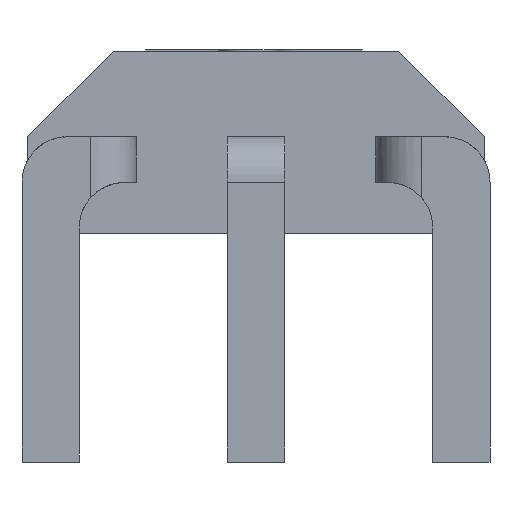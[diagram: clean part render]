
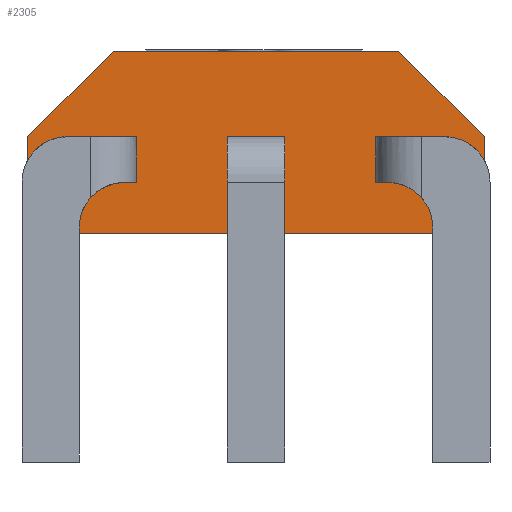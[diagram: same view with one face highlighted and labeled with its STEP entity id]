
A CAD part, front view. The second image highlights one B-rep face of the part: STEP entity #2305.
In plain terms, the highlighted planar face has unit normal (0, -1, 0).
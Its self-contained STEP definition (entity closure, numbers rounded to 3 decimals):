
#165=FACE_BOUND('',#307,.T.);
#166=FACE_BOUND('',#308,.T.);
#167=FACE_BOUND('',#309,.T.);
#176=FACE_OUTER_BOUND('',#306,.T.);
#306=EDGE_LOOP('',(#1553,#1554,#1555,#1556,#1557,#1558));
#307=EDGE_LOOP('',(#1559,#1560,#1561,#1562));
#308=EDGE_LOOP('',(#1563,#1564,#1565,#1566));
#309=EDGE_LOOP('',(#1567,#1568,#1569,#1570));
#465=LINE('',#3029,#692);
#467=LINE('',#3034,#694);
#499=LINE('',#3755,#726);
#500=LINE('',#3757,#727);
#501=LINE('',#3759,#728);
#502=LINE('',#3760,#729);
#503=LINE('',#3761,#730);
#504=LINE('',#3763,#731);
#505=LINE('',#3765,#732);
#506=LINE('',#3766,#733);
#507=LINE('',#3769,#734);
#508=LINE('',#3771,#735);
#509=LINE('',#3773,#736);
#510=LINE('',#3774,#737);
#511=LINE('',#3777,#738);
#512=LINE('',#3779,#739);
#513=LINE('',#3781,#740);
#514=LINE('',#3782,#741);
#692=VECTOR('',#2580,1000.);
#694=VECTOR('',#2584,1000.);
#726=VECTOR('',#2618,1000.);
#727=VECTOR('',#2619,1000.);
#728=VECTOR('',#2620,1000.);
#729=VECTOR('',#2621,1000.);
#730=VECTOR('',#2622,1000.);
#731=VECTOR('',#2623,1000.);
#732=VECTOR('',#2624,1000.);
#733=VECTOR('',#2625,1000.);
#734=VECTOR('',#2626,1000.);
#735=VECTOR('',#2627,1000.);
#736=VECTOR('',#2628,1000.);
#737=VECTOR('',#2629,1000.);
#738=VECTOR('',#2630,1000.);
#739=VECTOR('',#2631,1000.);
#740=VECTOR('',#2632,1000.);
#741=VECTOR('',#2633,1000.);
#922=VERTEX_POINT('',#3026);
#923=VERTEX_POINT('',#3028);
#924=VERTEX_POINT('',#3032);
#925=VERTEX_POINT('',#3033);
#994=VERTEX_POINT('',#3753);
#995=VERTEX_POINT('',#3754);
#996=VERTEX_POINT('',#3756);
#997=VERTEX_POINT('',#3758);
#998=VERTEX_POINT('',#3762);
#999=VERTEX_POINT('',#3764);
#1000=VERTEX_POINT('',#3767);
#1001=VERTEX_POINT('',#3768);
#1002=VERTEX_POINT('',#3770);
#1003=VERTEX_POINT('',#3772);
#1004=VERTEX_POINT('',#3775);
#1005=VERTEX_POINT('',#3776);
#1006=VERTEX_POINT('',#3778);
#1007=VERTEX_POINT('',#3780);
#1145=EDGE_CURVE('',#922,#923,#465,.T.);
#1147=EDGE_CURVE('',#924,#925,#467,.T.);
#1217=EDGE_CURVE('',#994,#995,#499,.T.);
#1218=EDGE_CURVE('',#996,#994,#500,.T.);
#1219=EDGE_CURVE('',#997,#996,#501,.T.);
#1220=EDGE_CURVE('',#925,#997,#502,.T.);
#1221=EDGE_CURVE('',#995,#924,#503,.T.);
#1222=EDGE_CURVE('',#998,#922,#504,.T.);
#1223=EDGE_CURVE('',#999,#998,#505,.T.);
#1224=EDGE_CURVE('',#923,#999,#506,.T.);
#1225=EDGE_CURVE('',#1000,#1001,#507,.T.);
#1226=EDGE_CURVE('',#1002,#1000,#508,.T.);
#1227=EDGE_CURVE('',#1003,#1002,#509,.T.);
#1228=EDGE_CURVE('',#1001,#1003,#510,.T.);
#1229=EDGE_CURVE('',#1004,#1005,#511,.T.);
#1230=EDGE_CURVE('',#1006,#1004,#512,.T.);
#1231=EDGE_CURVE('',#1007,#1006,#513,.T.);
#1232=EDGE_CURVE('',#1005,#1007,#514,.T.);
#1553=ORIENTED_EDGE('',*,*,#1217,.F.);
#1554=ORIENTED_EDGE('',*,*,#1218,.F.);
#1555=ORIENTED_EDGE('',*,*,#1219,.F.);
#1556=ORIENTED_EDGE('',*,*,#1220,.F.);
#1557=ORIENTED_EDGE('',*,*,#1147,.F.);
#1558=ORIENTED_EDGE('',*,*,#1221,.F.);
#1559=ORIENTED_EDGE('',*,*,#1222,.F.);
#1560=ORIENTED_EDGE('',*,*,#1223,.F.);
#1561=ORIENTED_EDGE('',*,*,#1224,.F.);
#1562=ORIENTED_EDGE('',*,*,#1145,.F.);
#1563=ORIENTED_EDGE('',*,*,#1225,.F.);
#1564=ORIENTED_EDGE('',*,*,#1226,.F.);
#1565=ORIENTED_EDGE('',*,*,#1227,.F.);
#1566=ORIENTED_EDGE('',*,*,#1228,.F.);
#1567=ORIENTED_EDGE('',*,*,#1229,.F.);
#1568=ORIENTED_EDGE('',*,*,#1230,.F.);
#1569=ORIENTED_EDGE('',*,*,#1231,.F.);
#1570=ORIENTED_EDGE('',*,*,#1232,.F.);
#2133=PLANE('',#2448);
#2305=ADVANCED_FACE('',(#176,#165,#166,#167),#2133,.F.);
#2448=AXIS2_PLACEMENT_3D('',#3752,#2616,#2617);
#2580=DIRECTION('',(1.,0.,0.));
#2584=DIRECTION('',(1.,0.,0.));
#2616=DIRECTION('center_axis',(0.,1.,0.));
#2617=DIRECTION('ref_axis',(0.,0.,1.));
#2618=DIRECTION('',(0.,0.,1.));
#2619=DIRECTION('',(-1.,0.,0.));
#2620=DIRECTION('',(0.,0.,-1.));
#2621=DIRECTION('',(0.707,0.,-0.707));
#2622=DIRECTION('',(0.707,0.,0.707));
#2623=DIRECTION('',(0.,0.,-1.));
#2624=DIRECTION('',(-1.,0.,0.));
#2625=DIRECTION('',(0.,0.,1.));
#2626=DIRECTION('',(0.,0.,-1.));
#2627=DIRECTION('',(-1.,0.,0.));
#2628=DIRECTION('',(0.,0.,1.));
#2629=DIRECTION('',(1.,0.,0.));
#2630=DIRECTION('',(0.,0.,-1.));
#2631=DIRECTION('',(-1.,0.,0.));
#2632=DIRECTION('',(0.,0.,1.));
#2633=DIRECTION('',(1.,0.,0.));
#3026=CARTESIAN_POINT('',(1.75,0.,0.45));
#3028=CARTESIAN_POINT('',(2.25,0.,0.45));
#3029=CARTESIAN_POINT('',(1.75,0.,0.45));
#3032=CARTESIAN_POINT('',(0.75,0.,1.6));
#3033=CARTESIAN_POINT('',(3.25,0.,1.6));
#3034=CARTESIAN_POINT('',(0.75,0.,1.6));
#3752=CARTESIAN_POINT('Origin',(0.,0.,1.6));
#3753=CARTESIAN_POINT('',(0.,0.,0.));
#3754=CARTESIAN_POINT('',(0.,0.,0.85));
#3755=CARTESIAN_POINT('',(0.,0.,0.));
#3756=CARTESIAN_POINT('',(4.,0.,0.));
#3757=CARTESIAN_POINT('',(0.,0.,0.));
#3758=CARTESIAN_POINT('',(4.,0.,0.85));
#3759=CARTESIAN_POINT('',(4.,0.,0.));
#3760=CARTESIAN_POINT('',(3.25,0.,1.6));
#3761=CARTESIAN_POINT('',(0.75,0.,1.6));
#3762=CARTESIAN_POINT('',(1.75,0.,0.85));
#3763=CARTESIAN_POINT('',(1.75,0.,0.85));
#3764=CARTESIAN_POINT('',(2.25,0.,0.85));
#3765=CARTESIAN_POINT('',(1.75,0.,0.85));
#3766=CARTESIAN_POINT('',(2.25,0.,0.85));
#3767=CARTESIAN_POINT('',(0.45,0.,0.85));
#3768=CARTESIAN_POINT('',(0.45,0.,0.45));
#3769=CARTESIAN_POINT('',(0.45,0.,0.85));
#3770=CARTESIAN_POINT('',(0.95,0.,0.85));
#3771=CARTESIAN_POINT('',(0.45,0.,0.85));
#3772=CARTESIAN_POINT('',(0.95,0.,0.45));
#3773=CARTESIAN_POINT('',(0.95,0.,0.85));
#3774=CARTESIAN_POINT('',(0.45,0.,0.45));
#3775=CARTESIAN_POINT('',(3.05,0.,0.85));
#3776=CARTESIAN_POINT('',(3.05,0.,0.45));
#3777=CARTESIAN_POINT('',(3.05,0.,0.85));
#3778=CARTESIAN_POINT('',(3.55,0.,0.85));
#3779=CARTESIAN_POINT('',(3.05,0.,0.85));
#3780=CARTESIAN_POINT('',(3.55,0.,0.45));
#3781=CARTESIAN_POINT('',(3.55,0.,0.85));
#3782=CARTESIAN_POINT('',(3.05,0.,0.45));
